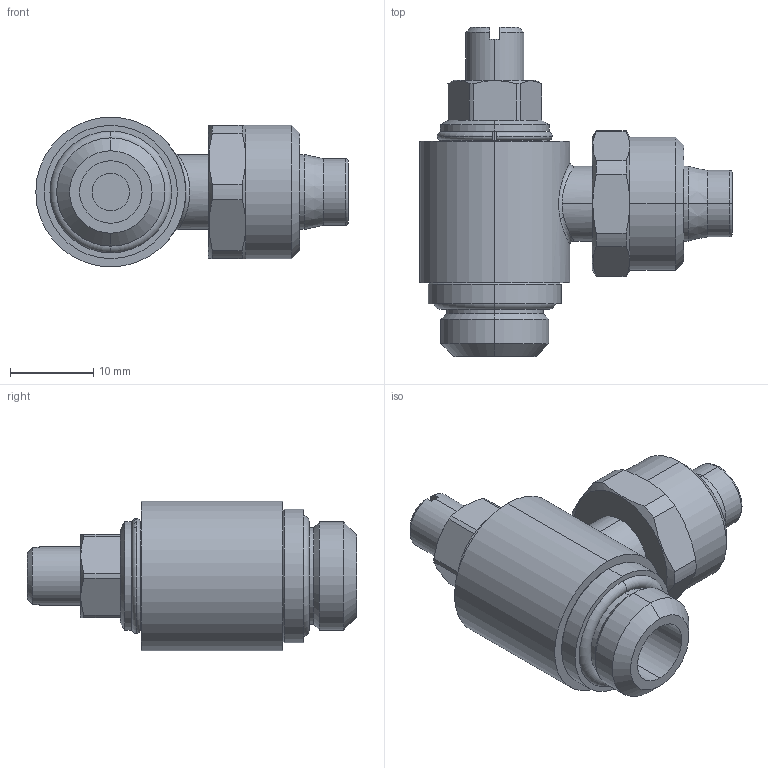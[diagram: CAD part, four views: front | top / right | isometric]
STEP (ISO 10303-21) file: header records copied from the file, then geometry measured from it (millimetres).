
FILE_DESCRIPTION(( 'MV.20.10.14C.STEP' ), '1');
FILE_NAME( 'MV.20.10.14C.STEP', '2019-06-20T08:48:54',( 'Sopra'),('sopra-pneumatic.com'), 'SwSTEP 2.0','SolidWorks 2009','' );
FILE_SCHEMA (( 'CONFIG_CONTROL_DESIGN' ));
Length unit declared in the file: millimetre
Products named in the file (1): 04100C52
Bounding box: 37.5 x 39.51 x 18 mm (x, y, z)
Volume: 8807.9 mm3; surface area: 3829.7 mm2
Topology: 2 solids, 4 shells, 124 faces, 267 edges, 164 vertices
Faces by surface type: cylinder 47, plane 41, cone 28, torus 6, bspline 2
Entity records: 4490 total; most frequent: CARTESIAN_POINT 1705, DIRECTION 599, ORIENTED_EDGE 534, EDGE_CURVE 267, AXIS2_PLACEMENT_3D 254, VERTEX_POINT 164, EDGE_LOOP 137, CIRCLE 131
